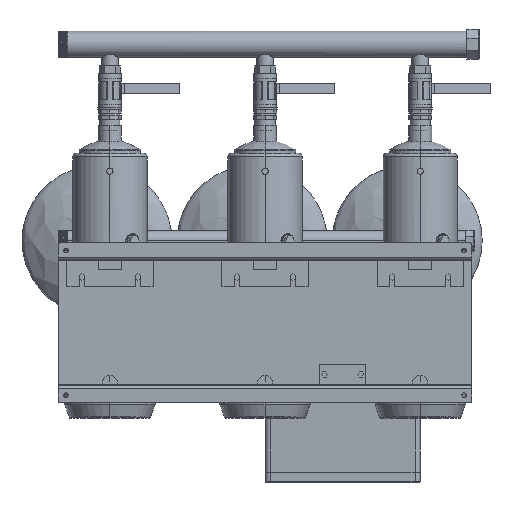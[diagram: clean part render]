
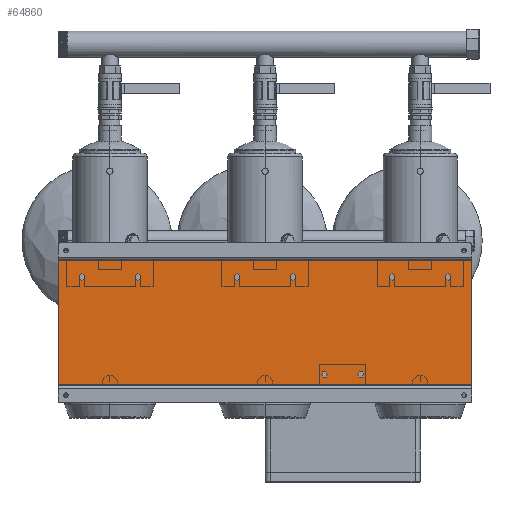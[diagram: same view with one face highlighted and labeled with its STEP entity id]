
A CAD part, front view. The second image highlights one B-rep face of the part: STEP entity #64860.
In plain terms, the highlighted planar face has unit normal (0, -1, 0).
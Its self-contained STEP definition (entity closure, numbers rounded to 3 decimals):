
#1779 = ORIENTED_EDGE ( 'NONE', *, *, #35125, .T. ) ;
#4135 = VECTOR ( 'NONE', #88569, 1000. ) ;
#4815 = VECTOR ( 'NONE', #84559, 1000. ) ;
#6407 = LINE ( 'NONE', #24035, #4815 ) ;
#8849 = EDGE_CURVE ( 'NONE', #27379, #86642, #13638, .T. ) ;
#9071 = ORIENTED_EDGE ( 'NONE', *, *, #36119, .F. ) ;
#13638 = LINE ( 'NONE', #65609, #49504 ) ;
#15361 = DIRECTION ( 'NONE',  ( 0., 0., 1. ) ) ;
#19533 = CARTESIAN_POINT ( 'NONE',  ( 400., 52., 120. ) ) ;
#24035 = CARTESIAN_POINT ( 'NONE',  ( 400., 52., -120. ) ) ;
#24036 = CARTESIAN_POINT ( 'NONE',  ( 400., 52., -120. ) ) ;
#27379 = VERTEX_POINT ( 'NONE', #109673 ) ;
#28023 = LINE ( 'NONE', #19533, #4135 ) ;
#35125 = EDGE_CURVE ( 'NONE', #86642, #50939, #43154, .T. ) ;
#36119 = EDGE_CURVE ( 'NONE', #27379, #64695, #28023, .T. ) ;
#43154 = LINE ( 'NONE', #96377, #66919 ) ;
#43642 = DIRECTION ( 'NONE',  ( 0., 1., 0. ) ) ;
#48169 = DIRECTION ( 'NONE',  ( -1., 0., 0. ) ) ;
#49504 = VECTOR ( 'NONE', #48169, 1000. ) ;
#50939 = VERTEX_POINT ( 'NONE', #61352 ) ;
#61176 = DIRECTION ( 'NONE',  ( 0., 0., -1. ) ) ;
#61352 = CARTESIAN_POINT ( 'NONE',  ( -400., 52., -120. ) ) ;
#64695 = VERTEX_POINT ( 'NONE', #24036 ) ;
#64860 = ADVANCED_FACE ( 'NONE', ( #111574 ), #111013, .F. ) ;
#65609 = CARTESIAN_POINT ( 'NONE',  ( 400., 52., 120. ) ) ;
#66919 = VECTOR ( 'NONE', #61176, 1000. ) ;
#78982 = EDGE_CURVE ( 'NONE', #64695, #50939, #6407, .T. ) ;
#84559 = DIRECTION ( 'NONE',  ( -1., 0., 0. ) ) ;
#86642 = VERTEX_POINT ( 'NONE', #107702 ) ;
#88569 = DIRECTION ( 'NONE',  ( 0., 0., -1. ) ) ;
#89596 = ORIENTED_EDGE ( 'NONE', *, *, #78982, .F. ) ;
#89746 = EDGE_LOOP ( 'NONE', ( #1779, #89596, #9071, #110019 ) ) ;
#96377 = CARTESIAN_POINT ( 'NONE',  ( -400., 52., -120. ) ) ;
#101952 = CARTESIAN_POINT ( 'NONE',  ( 400., 52., -120. ) ) ;
#107702 = CARTESIAN_POINT ( 'NONE',  ( -400., 52., 120. ) ) ;
#109673 = CARTESIAN_POINT ( 'NONE',  ( 400., 52., 120. ) ) ;
#110019 = ORIENTED_EDGE ( 'NONE', *, *, #8849, .T. ) ;
#110938 = AXIS2_PLACEMENT_3D ( 'NONE', #101952, #43642, #15361 ) ;
#111013 = PLANE ( 'NONE',  #110938 ) ;
#111574 = FACE_OUTER_BOUND ( 'NONE', #89746, .T. ) ;
